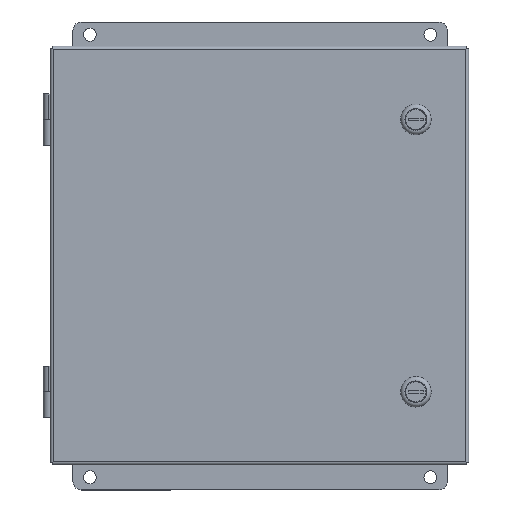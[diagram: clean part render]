
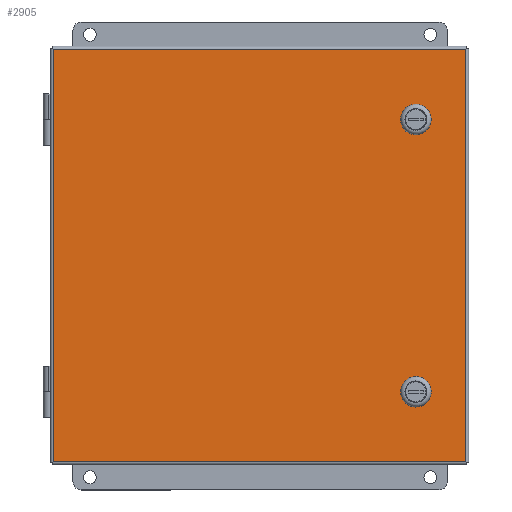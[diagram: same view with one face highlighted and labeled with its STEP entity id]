
A CAD part, top view. The second image highlights one B-rep face of the part: STEP entity #2905.
In plain terms, the highlighted face is planar.
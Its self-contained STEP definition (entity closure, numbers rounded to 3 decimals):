
#2905 = ADVANCED_FACE( '', ( #6507, #6508, #6509 ), #6510, .T. );
#6507 = FACE_BOUND( '', #19868, .T. );
#6508 = FACE_BOUND( '', #19869, .T. );
#6509 = FACE_OUTER_BOUND( '', #19870, .T. );
#6510 = PLANE( '', #19871 );
#19868 = EDGE_LOOP( '', ( #46772, #46773, #46774, #46775 ) );
#19869 = EDGE_LOOP( '', ( #46776, #46777, #46778, #46779 ) );
#19870 = EDGE_LOOP( '', ( #46780, #46781, #46782, #46783 ) );
#19871 = AXIS2_PLACEMENT_3D( '', #46784, #46785, #46786 );
#46772 = ORIENTED_EDGE( '', *, *, #56439, .F. );
#46773 = ORIENTED_EDGE( '', *, *, #58153, .F. );
#46774 = ORIENTED_EDGE( '', *, *, #58154, .F. );
#46775 = ORIENTED_EDGE( '', *, *, #58155, .F. );
#46776 = ORIENTED_EDGE( '', *, *, #55972, .F. );
#46777 = ORIENTED_EDGE( '', *, *, #58156, .F. );
#46778 = ORIENTED_EDGE( '', *, *, #58157, .F. );
#46779 = ORIENTED_EDGE( '', *, *, #58158, .F. );
#46780 = ORIENTED_EDGE( '', *, *, #58159, .T. );
#46781 = ORIENTED_EDGE( '', *, *, #58160, .F. );
#46782 = ORIENTED_EDGE( '', *, *, #58161, .T. );
#46783 = ORIENTED_EDGE( '', *, *, #57404, .T. );
#46784 = CARTESIAN_POINT( '', ( -156.21, 0., -156.21 ) );
#46785 = DIRECTION( '', ( 0., -1., 0. ) );
#46786 = DIRECTION( '', ( 0., 0., -1. ) );
#55972 = EDGE_CURVE( '', #60550, #60552, #60553, .T. );
#56439 = EDGE_CURVE( '', #61389, #61391, #61392, .T. );
#57404 = EDGE_CURVE( '', #62999, #63004, #63006, .T. );
#58153 = EDGE_CURVE( '', #64186, #61389, #64187, .T. );
#58154 = EDGE_CURVE( '', #64188, #64186, #64189, .T. );
#58155 = EDGE_CURVE( '', #61391, #64188, #64190, .T. );
#58156 = EDGE_CURVE( '', #64191, #60550, #64192, .T. );
#58157 = EDGE_CURVE( '', #64193, #64191, #64194, .T. );
#58158 = EDGE_CURVE( '', #60552, #64193, #64195, .T. );
#58159 = EDGE_CURVE( '', #63004, #62791, #64196, .T. );
#58160 = EDGE_CURVE( '', #63471, #62791, #64197, .T. );
#58161 = EDGE_CURVE( '', #63471, #62999, #64198, .T. );
#60550 = VERTEX_POINT( '', #67481 );
#60552 = VERTEX_POINT( '', #67484 );
#60553 = CIRCLE( '', #67485, 9.716 );
#61389 = VERTEX_POINT( '', #69256 );
#61391 = VERTEX_POINT( '', #69259 );
#61392 = CIRCLE( '', #69260, 9.716 );
#62791 = VERTEX_POINT( '', #73440 );
#62999 = VERTEX_POINT( '', #74007 );
#63004 = VERTEX_POINT( '', #74013 );
#63006 = LINE( '', #74015, #74016 );
#63471 = VERTEX_POINT( '', #75414 );
#64186 = VERTEX_POINT( '', #77268 );
#64187 = LINE( '', #77269, #77270 );
#64188 = VERTEX_POINT( '', #77271 );
#64189 = CIRCLE( '', #77272, 9.716 );
#64190 = LINE( '', #77273, #77274 );
#64191 = VERTEX_POINT( '', #77275 );
#64192 = LINE( '', #77276, #77277 );
#64193 = VERTEX_POINT( '', #77278 );
#64194 = CIRCLE( '', #77279, 9.716 );
#64195 = LINE( '', #77280, #77281 );
#64196 = LINE( '', #77282, #77283 );
#64197 = LINE( '', #77284, #77285 );
#64198 = LINE( '', #77286, #77287 );
#67481 = CARTESIAN_POINT( '', ( 124.841, 0., -96.278 ) );
#67484 = CARTESIAN_POINT( '', ( 108.585, 0., -96.278 ) );
#67485 = AXIS2_PLACEMENT_3D( '', #84377, #84378, #84379 );
#69256 = CARTESIAN_POINT( '', ( 124.841, 0., 106.922 ) );
#69259 = CARTESIAN_POINT( '', ( 108.585, 0., 106.922 ) );
#69260 = AXIS2_PLACEMENT_3D( '', #84750, #84751, #84752 );
#73440 = CARTESIAN_POINT( '', ( 153.873, 0., 153.873 ) );
#74007 = CARTESIAN_POINT( '', ( -153.873, 0., -153.873 ) );
#74013 = CARTESIAN_POINT( '', ( 153.873, 0., -153.873 ) );
#74015 = CARTESIAN_POINT( '', ( 156.21, 0., -153.873 ) );
#74016 = VECTOR( '', #85380, 1000. );
#75414 = CARTESIAN_POINT( '', ( -153.873, 0., 153.873 ) );
#77268 = CARTESIAN_POINT( '', ( 124.841, 0., 96.278 ) );
#77269 = CARTESIAN_POINT( '', ( 124.841, 0., 106.922 ) );
#77270 = VECTOR( '', #85871, 1000. );
#77271 = CARTESIAN_POINT( '', ( 108.585, 0., 96.278 ) );
#77272 = AXIS2_PLACEMENT_3D( '', #85872, #85873, #85874 );
#77273 = CARTESIAN_POINT( '', ( 108.585, 0., 106.922 ) );
#77274 = VECTOR( '', #85875, 1000. );
#77275 = CARTESIAN_POINT( '', ( 124.841, 0., -106.922 ) );
#77276 = CARTESIAN_POINT( '', ( 124.841, 0., -96.278 ) );
#77277 = VECTOR( '', #85876, 1000. );
#77278 = CARTESIAN_POINT( '', ( 108.585, 0., -106.922 ) );
#77279 = AXIS2_PLACEMENT_3D( '', #85877, #85878, #85879 );
#77280 = CARTESIAN_POINT( '', ( 108.585, 0., -96.278 ) );
#77281 = VECTOR( '', #85880, 1000. );
#77282 = CARTESIAN_POINT( '', ( 153.873, 0., 153.873 ) );
#77283 = VECTOR( '', #85881, 1000. );
#77284 = CARTESIAN_POINT( '', ( -153.873, 0., 153.873 ) );
#77285 = VECTOR( '', #85882, 1000. );
#77286 = CARTESIAN_POINT( '', ( -153.873, 0., -156.21 ) );
#77287 = VECTOR( '', #85883, 1000. );
#84377 = CARTESIAN_POINT( '', ( 116.713, 0., -101.6 ) );
#84378 = DIRECTION( '', ( 0., -1., 0. ) );
#84379 = DIRECTION( '', ( 1., 0., 0. ) );
#84750 = CARTESIAN_POINT( '', ( 116.713, 0., 101.6 ) );
#84751 = DIRECTION( '', ( 0., -1., 0. ) );
#84752 = DIRECTION( '', ( 1., 0., 0. ) );
#85380 = DIRECTION( '', ( 1., 0., 0. ) );
#85871 = DIRECTION( '', ( 0., 0., 1. ) );
#85872 = CARTESIAN_POINT( '', ( 116.713, 0., 101.6 ) );
#85873 = DIRECTION( '', ( 0., -1., 0. ) );
#85874 = DIRECTION( '', ( 1., 0., 0. ) );
#85875 = DIRECTION( '', ( 0., 0., -1. ) );
#85876 = DIRECTION( '', ( 0., 0., 1. ) );
#85877 = CARTESIAN_POINT( '', ( 116.713, 0., -101.6 ) );
#85878 = DIRECTION( '', ( 0., -1., 0. ) );
#85879 = DIRECTION( '', ( 1., 0., 0. ) );
#85880 = DIRECTION( '', ( 0., 0., -1. ) );
#85881 = DIRECTION( '', ( 0., 0., 1. ) );
#85882 = DIRECTION( '', ( 1., 0., 0. ) );
#85883 = DIRECTION( '', ( 0., 0., -1. ) );
